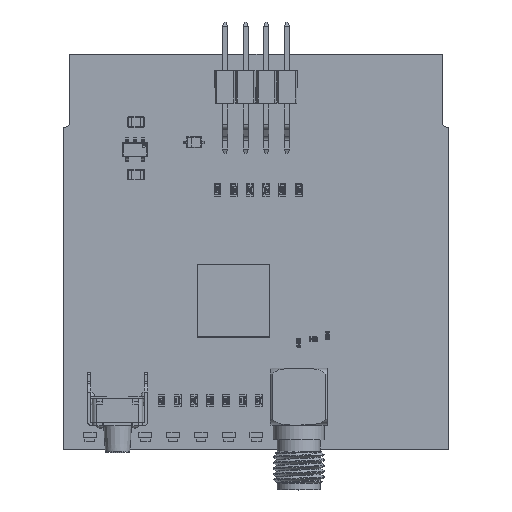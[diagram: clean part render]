
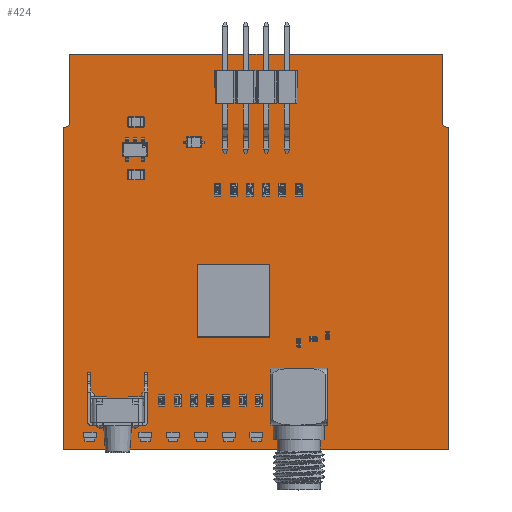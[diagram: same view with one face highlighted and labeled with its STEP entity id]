
A CAD part, top view. The second image highlights one B-rep face of the part: STEP entity #424.
In plain terms, the highlighted planar face has unit normal (0, 0, 1).
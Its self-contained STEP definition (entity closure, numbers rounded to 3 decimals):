
#163 = VERTEX_POINT('',#164);
#164 = CARTESIAN_POINT('',(0.,0.,1.646));
#170 = EDGE_CURVE('',#163,#171,#173,.T.);
#171 = VERTEX_POINT('',#172);
#172 = CARTESIAN_POINT('',(0.,39.725,1.646));
#173 = LINE('',#174,#175);
#174 = CARTESIAN_POINT('',(0.,0.,1.646));
#175 = VECTOR('',#176,1.);
#176 = DIRECTION('',(0.,1.,0.));
#201 = EDGE_CURVE('',#171,#202,#204,.T.);
#202 = VERTEX_POINT('',#203);
#203 = CARTESIAN_POINT('',(0.8,40.525,1.646));
#204 = CIRCLE('',#205,0.8);
#205 = AXIS2_PLACEMENT_3D('',#206,#207,#208);
#206 = CARTESIAN_POINT('',(0.,40.524,1.646));
#207 = DIRECTION('',(0.,0.,1.));
#208 = DIRECTION('',(0.,-1.,0.));
#234 = EDGE_CURVE('',#202,#235,#237,.T.);
#235 = VERTEX_POINT('',#236);
#236 = CARTESIAN_POINT('',(0.8,48.75,1.646));
#237 = LINE('',#238,#239);
#238 = CARTESIAN_POINT('',(0.8,40.525,1.646));
#239 = VECTOR('',#240,1.);
#240 = DIRECTION('',(0.,1.,0.));
#265 = EDGE_CURVE('',#235,#266,#268,.T.);
#266 = VERTEX_POINT('',#267);
#267 = CARTESIAN_POINT('',(46.7,48.75,1.646));
#268 = LINE('',#269,#270);
#269 = CARTESIAN_POINT('',(0.8,48.75,1.646));
#270 = VECTOR('',#271,1.);
#271 = DIRECTION('',(1.,0.,0.));
#296 = EDGE_CURVE('',#266,#297,#299,.T.);
#297 = VERTEX_POINT('',#298);
#298 = CARTESIAN_POINT('',(46.7,40.525,1.646));
#299 = LINE('',#300,#301);
#300 = CARTESIAN_POINT('',(46.7,48.75,1.646));
#301 = VECTOR('',#302,1.);
#302 = DIRECTION('',(0.,-1.,0.));
#327 = EDGE_CURVE('',#297,#328,#330,.T.);
#328 = VERTEX_POINT('',#329);
#329 = CARTESIAN_POINT('',(47.5,39.725,1.646));
#330 = CIRCLE('',#331,0.8);
#331 = AXIS2_PLACEMENT_3D('',#332,#333,#334);
#332 = CARTESIAN_POINT('',(47.5,40.525,1.646));
#333 = DIRECTION('',(0.,0.,1.));
#334 = DIRECTION('',(-1.,0.,0.));
#360 = EDGE_CURVE('',#328,#361,#363,.T.);
#361 = VERTEX_POINT('',#362);
#362 = CARTESIAN_POINT('',(47.5,0.,1.646));
#363 = LINE('',#364,#365);
#364 = CARTESIAN_POINT('',(47.5,39.725,1.646));
#365 = VECTOR('',#366,1.);
#366 = DIRECTION('',(0.,-1.,0.));
#391 = EDGE_CURVE('',#361,#163,#392,.T.);
#392 = LINE('',#393,#394);
#393 = CARTESIAN_POINT('',(47.5,0.,1.646));
#394 = VECTOR('',#395,1.);
#395 = DIRECTION('',(-1.,0.,0.));
#424 = ADVANCED_FACE('',(#425),#435,.T.);
#425 = FACE_BOUND('',#426,.F.);
#426 = EDGE_LOOP('',(#427,#428,#429,#430,#431,#432,#433,#434));
#427 = ORIENTED_EDGE('',*,*,#170,.T.);
#428 = ORIENTED_EDGE('',*,*,#201,.T.);
#429 = ORIENTED_EDGE('',*,*,#234,.T.);
#430 = ORIENTED_EDGE('',*,*,#265,.T.);
#431 = ORIENTED_EDGE('',*,*,#296,.T.);
#432 = ORIENTED_EDGE('',*,*,#327,.T.);
#433 = ORIENTED_EDGE('',*,*,#360,.T.);
#434 = ORIENTED_EDGE('',*,*,#391,.T.);
#435 = PLANE('',#436);
#436 = AXIS2_PLACEMENT_3D('',#437,#438,#439);
#437 = CARTESIAN_POINT('',(0.,0.,1.646));
#438 = DIRECTION('',(0.,0.,1.));
#439 = DIRECTION('',(1.,0.,0.));
